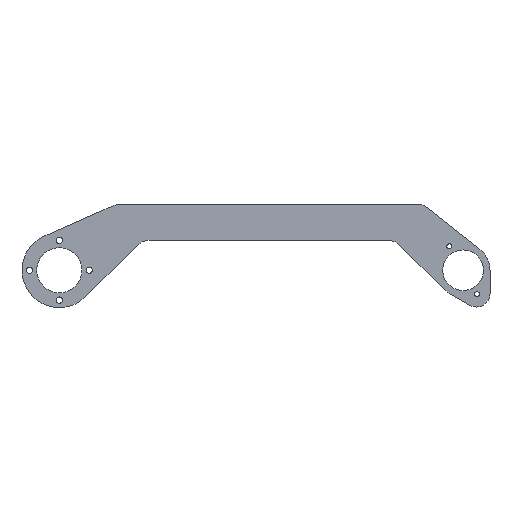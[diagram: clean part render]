
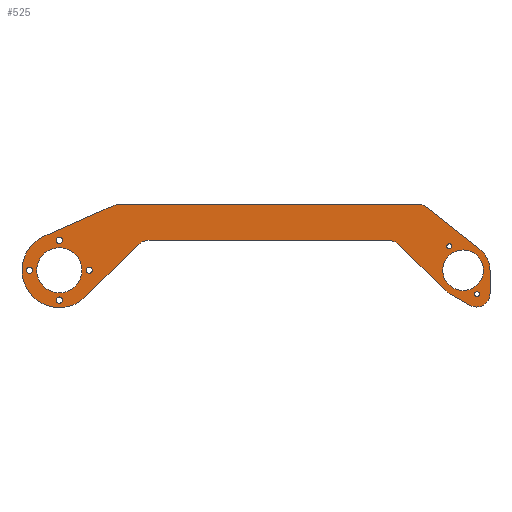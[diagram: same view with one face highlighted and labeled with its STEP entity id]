
A CAD part, top view. The second image highlights one B-rep face of the part: STEP entity #525.
In plain terms, the highlighted planar face has unit normal (0, 0, 1).
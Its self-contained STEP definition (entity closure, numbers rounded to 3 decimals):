
#15=FACE_BOUND('',#92,.T.);
#16=FACE_BOUND('',#93,.T.);
#17=FACE_BOUND('',#94,.T.);
#18=FACE_BOUND('',#95,.T.);
#19=FACE_BOUND('',#96,.T.);
#20=FACE_BOUND('',#97,.T.);
#21=FACE_BOUND('',#98,.T.);
#22=FACE_BOUND('',#99,.T.);
#39=PLANE('',#597);
#65=FACE_OUTER_BOUND('',#91,.T.);
#91=EDGE_LOOP('',(#437,#438,#439,#440,#441,#442,#443,#444,#445,#446,#447,
#448,#449,#450,#451,#452));
#92=EDGE_LOOP('',(#453));
#93=EDGE_LOOP('',(#454));
#94=EDGE_LOOP('',(#455));
#95=EDGE_LOOP('',(#456));
#96=EDGE_LOOP('',(#457));
#97=EDGE_LOOP('',(#458));
#98=EDGE_LOOP('',(#459));
#99=EDGE_LOOP('',(#460));
#119=LINE('',#813,#159);
#123=LINE('',#825,#163);
#127=LINE('',#837,#167);
#131=LINE('',#849,#171);
#135=LINE('',#861,#175);
#139=LINE('',#873,#179);
#143=LINE('',#885,#183);
#147=LINE('',#897,#187);
#159=VECTOR('',#661,10.);
#163=VECTOR('',#673,10.);
#167=VECTOR('',#685,10.);
#171=VECTOR('',#697,10.);
#175=VECTOR('',#709,10.);
#179=VECTOR('',#721,10.);
#183=VECTOR('',#733,10.);
#187=VECTOR('',#745,10.);
#189=CIRCLE('',#542,1.666);
#191=CIRCLE('',#545,13.6);
#193=CIRCLE('',#548,1.666);
#195=CIRCLE('',#551,2.117);
#197=CIRCLE('',#554,2.117);
#199=CIRCLE('',#557,2.117);
#201=CIRCLE('',#560,15.1);
#203=CIRCLE('',#563,2.117);
#206=CIRCLE('',#568,18.);
#208=CIRCLE('',#572,10.);
#210=CIRCLE('',#576,10.);
#212=CIRCLE('',#580,25.);
#214=CIRCLE('',#584,10.);
#216=CIRCLE('',#588,10.);
#218=CIRCLE('',#592,18.);
#220=CIRCLE('',#596,9.);
#221=VERTEX_POINT('',#759);
#223=VERTEX_POINT('',#765);
#225=VERTEX_POINT('',#771);
#227=VERTEX_POINT('',#777);
#229=VERTEX_POINT('',#783);
#231=VERTEX_POINT('',#789);
#233=VERTEX_POINT('',#795);
#235=VERTEX_POINT('',#801);
#239=VERTEX_POINT('',#810);
#240=VERTEX_POINT('',#812);
#242=VERTEX_POINT('',#818);
#244=VERTEX_POINT('',#824);
#246=VERTEX_POINT('',#830);
#248=VERTEX_POINT('',#836);
#250=VERTEX_POINT('',#842);
#252=VERTEX_POINT('',#848);
#254=VERTEX_POINT('',#854);
#256=VERTEX_POINT('',#860);
#258=VERTEX_POINT('',#866);
#260=VERTEX_POINT('',#872);
#262=VERTEX_POINT('',#878);
#264=VERTEX_POINT('',#884);
#266=VERTEX_POINT('',#890);
#268=VERTEX_POINT('',#896);
#269=EDGE_CURVE('',#221,#221,#189,.T.);
#272=EDGE_CURVE('',#223,#223,#191,.T.);
#275=EDGE_CURVE('',#225,#225,#193,.T.);
#278=EDGE_CURVE('',#227,#227,#195,.T.);
#281=EDGE_CURVE('',#229,#229,#197,.T.);
#284=EDGE_CURVE('',#231,#231,#199,.T.);
#287=EDGE_CURVE('',#233,#233,#201,.T.);
#290=EDGE_CURVE('',#235,#235,#203,.T.);
#295=EDGE_CURVE('',#240,#239,#119,.T.);
#298=EDGE_CURVE('',#242,#240,#206,.T.);
#301=EDGE_CURVE('',#244,#242,#123,.T.);
#304=EDGE_CURVE('',#246,#244,#208,.T.);
#307=EDGE_CURVE('',#248,#246,#127,.T.);
#310=EDGE_CURVE('',#250,#248,#210,.T.);
#313=EDGE_CURVE('',#252,#250,#131,.T.);
#316=EDGE_CURVE('',#254,#252,#212,.T.);
#319=EDGE_CURVE('',#256,#254,#135,.T.);
#322=EDGE_CURVE('',#258,#256,#214,.T.);
#325=EDGE_CURVE('',#260,#258,#139,.T.);
#328=EDGE_CURVE('',#262,#260,#216,.T.);
#331=EDGE_CURVE('',#264,#262,#143,.T.);
#334=EDGE_CURVE('',#266,#264,#218,.T.);
#337=EDGE_CURVE('',#268,#266,#147,.T.);
#340=EDGE_CURVE('',#239,#268,#220,.T.);
#437=ORIENTED_EDGE('',*,*,#340,.T.);
#438=ORIENTED_EDGE('',*,*,#337,.T.);
#439=ORIENTED_EDGE('',*,*,#334,.T.);
#440=ORIENTED_EDGE('',*,*,#331,.T.);
#441=ORIENTED_EDGE('',*,*,#328,.T.);
#442=ORIENTED_EDGE('',*,*,#325,.T.);
#443=ORIENTED_EDGE('',*,*,#322,.T.);
#444=ORIENTED_EDGE('',*,*,#319,.T.);
#445=ORIENTED_EDGE('',*,*,#316,.T.);
#446=ORIENTED_EDGE('',*,*,#313,.T.);
#447=ORIENTED_EDGE('',*,*,#310,.T.);
#448=ORIENTED_EDGE('',*,*,#307,.T.);
#449=ORIENTED_EDGE('',*,*,#304,.T.);
#450=ORIENTED_EDGE('',*,*,#301,.T.);
#451=ORIENTED_EDGE('',*,*,#298,.T.);
#452=ORIENTED_EDGE('',*,*,#295,.T.);
#453=ORIENTED_EDGE('',*,*,#269,.T.);
#454=ORIENTED_EDGE('',*,*,#272,.T.);
#455=ORIENTED_EDGE('',*,*,#275,.T.);
#456=ORIENTED_EDGE('',*,*,#278,.T.);
#457=ORIENTED_EDGE('',*,*,#281,.T.);
#458=ORIENTED_EDGE('',*,*,#284,.T.);
#459=ORIENTED_EDGE('',*,*,#287,.T.);
#460=ORIENTED_EDGE('',*,*,#290,.T.);
#525=ADVANCED_FACE('',(#65,#15,#16,#17,#18,#19,#20,#21,#22),#39,.T.);
#542=AXIS2_PLACEMENT_3D('',#760,#603,#604);
#545=AXIS2_PLACEMENT_3D('',#766,#610,#611);
#548=AXIS2_PLACEMENT_3D('',#772,#617,#618);
#551=AXIS2_PLACEMENT_3D('',#778,#624,#625);
#554=AXIS2_PLACEMENT_3D('',#784,#631,#632);
#557=AXIS2_PLACEMENT_3D('',#790,#638,#639);
#560=AXIS2_PLACEMENT_3D('',#796,#645,#646);
#563=AXIS2_PLACEMENT_3D('',#802,#652,#653);
#568=AXIS2_PLACEMENT_3D('',#819,#667,#668);
#572=AXIS2_PLACEMENT_3D('',#831,#679,#680);
#576=AXIS2_PLACEMENT_3D('',#843,#691,#692);
#580=AXIS2_PLACEMENT_3D('',#855,#703,#704);
#584=AXIS2_PLACEMENT_3D('',#867,#715,#716);
#588=AXIS2_PLACEMENT_3D('',#879,#727,#728);
#592=AXIS2_PLACEMENT_3D('',#891,#739,#740);
#596=AXIS2_PLACEMENT_3D('',#901,#751,#752);
#597=AXIS2_PLACEMENT_3D('',#902,#753,#754);
#603=DIRECTION('center_axis',(0.,0.,-1.));
#604=DIRECTION('ref_axis',(1.,0.,0.));
#610=DIRECTION('center_axis',(0.,0.,-1.));
#611=DIRECTION('ref_axis',(1.,0.,0.));
#617=DIRECTION('center_axis',(0.,0.,-1.));
#618=DIRECTION('ref_axis',(1.,0.,0.));
#624=DIRECTION('center_axis',(0.,0.,-1.));
#625=DIRECTION('ref_axis',(1.,0.,0.));
#631=DIRECTION('center_axis',(0.,0.,-1.));
#632=DIRECTION('ref_axis',(1.,0.,0.));
#638=DIRECTION('center_axis',(0.,0.,-1.));
#639=DIRECTION('ref_axis',(1.,0.,0.));
#645=DIRECTION('center_axis',(0.,0.,-1.));
#646=DIRECTION('ref_axis',(1.,0.,0.));
#652=DIRECTION('center_axis',(0.,0.,-1.));
#653=DIRECTION('ref_axis',(1.,0.,0.));
#661=DIRECTION('',(0.866,-0.5,0.));
#667=DIRECTION('center_axis',(0.,0.,1.));
#668=DIRECTION('ref_axis',(1.,0.,0.));
#673=DIRECTION('',(0.712,-0.702,0.));
#679=DIRECTION('center_axis',(0.,0.,-1.));
#680=DIRECTION('ref_axis',(0.702,0.712,0.));
#685=DIRECTION('',(1.,0.,0.));
#691=DIRECTION('center_axis',(0.,0.,-1.));
#692=DIRECTION('ref_axis',(0.,1.,0.));
#697=DIRECTION('',(0.712,0.702,0.));
#703=DIRECTION('center_axis',(0.,0.,1.));
#704=DIRECTION('ref_axis',(1.,0.,0.));
#709=DIRECTION('',(-0.915,-0.405,0.));
#715=DIRECTION('center_axis',(0.,0.,1.));
#716=DIRECTION('ref_axis',(0.,1.,0.));
#721=DIRECTION('',(-1.,0.,0.));
#727=DIRECTION('center_axis',(0.,0.,1.));
#728=DIRECTION('ref_axis',(0.621,0.784,0.));
#733=DIRECTION('',(-0.784,0.621,0.));
#739=DIRECTION('center_axis',(0.,0.,1.));
#740=DIRECTION('ref_axis',(1.,0.,0.));
#745=DIRECTION('',(0.,1.,0.));
#751=DIRECTION('center_axis',(0.,0.,1.));
#752=DIRECTION('ref_axis',(1.,0.,0.));
#753=DIRECTION('center_axis',(0.,0.,1.));
#754=DIRECTION('ref_axis',(1.,0.,0.));
#759=CARTESIAN_POINT('',(259.084,16.021,6.));
#760=CARTESIAN_POINT('Origin',(260.75,16.021,6.));
#765=CARTESIAN_POINT('',(256.4,0.,6.));
#766=CARTESIAN_POINT('Origin',(270.,0.,6.));
#771=CARTESIAN_POINT('',(277.584,-16.021,6.));
#772=CARTESIAN_POINT('Origin',(279.25,-16.021,6.));
#777=CARTESIAN_POINT('',(17.883,0.,6.));
#778=CARTESIAN_POINT('Origin',(20.,0.,6.));
#783=CARTESIAN_POINT('',(-2.117,20.,6.));
#784=CARTESIAN_POINT('Origin',(0.,20.,6.));
#789=CARTESIAN_POINT('',(-2.117,-20.,6.));
#790=CARTESIAN_POINT('Origin',(0.,-20.,6.));
#795=CARTESIAN_POINT('',(-15.1,0.,6.));
#796=CARTESIAN_POINT('Origin',(0.,0.,6.));
#801=CARTESIAN_POINT('',(-22.117,0.,6.));
#802=CARTESIAN_POINT('Origin',(-20.,0.,6.));
#810=CARTESIAN_POINT('',(274.5,-23.383,6.));
#812=CARTESIAN_POINT('',(261.,-15.588,6.));
#813=CARTESIAN_POINT('',(274.5,-23.383,6.));
#818=CARTESIAN_POINT('',(257.357,-12.813,6.));
#819=CARTESIAN_POINT('Origin',(270.,0.,6.));
#824=CARTESIAN_POINT('',(227.024,17.118,6.));
#825=CARTESIAN_POINT('',(257.357,-12.813,6.));
#830=CARTESIAN_POINT('',(220.,20.,6.));
#831=CARTESIAN_POINT('Origin',(220.,10.,6.));
#836=CARTESIAN_POINT('',(60.,20.,6.));
#837=CARTESIAN_POINT('',(60.,20.,6.));
#842=CARTESIAN_POINT('',(52.98,17.122,6.));
#843=CARTESIAN_POINT('Origin',(60.,10.,6.));
#848=CARTESIAN_POINT('',(17.551,-17.804,6.));
#849=CARTESIAN_POINT('',(52.98,17.122,6.));
#854=CARTESIAN_POINT('',(-8.173,23.626,6.));
#855=CARTESIAN_POINT('Origin',(0.,0.,6.));
#860=CARTESIAN_POINT('',(35.955,43.145,6.));
#861=CARTESIAN_POINT('',(-8.173,23.626,6.));
#866=CARTESIAN_POINT('',(40.,44.,6.));
#867=CARTESIAN_POINT('Origin',(40.,34.,6.));
#872=CARTESIAN_POINT('',(240.,44.,6.));
#873=CARTESIAN_POINT('',(240.,44.,6.));
#878=CARTESIAN_POINT('',(246.213,41.835,6.));
#879=CARTESIAN_POINT('Origin',(240.,34.,6.));
#884=CARTESIAN_POINT('',(281.184,14.104,6.));
#885=CARTESIAN_POINT('',(246.213,41.835,6.));
#890=CARTESIAN_POINT('',(288.,0.,6.));
#891=CARTESIAN_POINT('Origin',(270.,0.,6.));
#896=CARTESIAN_POINT('',(288.,-15.588,6.));
#897=CARTESIAN_POINT('',(288.,-15.588,6.));
#901=CARTESIAN_POINT('Origin',(279.,-15.588,6.));
#902=CARTESIAN_POINT('Origin',(131.5,9.5,6.));
